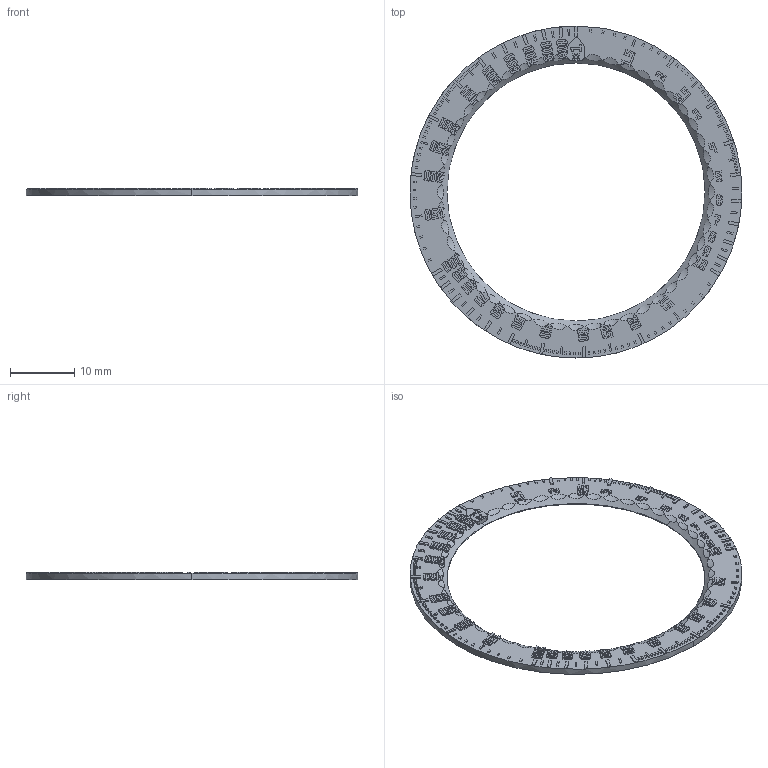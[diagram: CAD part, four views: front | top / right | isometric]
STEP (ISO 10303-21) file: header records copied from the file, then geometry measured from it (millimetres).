
FILE_DESCRIPTION(/* description */ (''),/* implementation_level */ '2;1');
FILE_NAME(/* name */ 'Inner ring.step',/* time_stamp */ '2024-10-02T16:16:15-04:00',/* author */ (''),/* organization */ (''),/* preprocessor_version */ 'ST-DEVELOPER v20',/* originating_system */ 'Autodesk Translation Framework v13.20.0.188',/* authorisation */ '');
FILE_SCHEMA (('AUTOMOTIVE_DESIGN { 1 0 10303 214 3 1 1 }'));
Products named in the file (2): Balatro Slide Rule; Inner ring
Assembly tree (1 placements, depth 2):
  Balatro Slide Rule
    Inner ring
Bounding box: 51.58 x 51.58 x 1.2 mm (x, y, z)
Volume: 790.7 mm3; surface area: 2041.4 mm2
Topology: 1 solids, 1 shells, 2252 faces, 6032 edges, 4020 vertices
Faces by surface type: plane 2143, bspline 109
Entity records: 71716 total; most frequent: CARTESIAN_POINT 15907, ORIENTED_EDGE 12064, DIRECTION 10336, EDGE_CURVE 6032, LINE 5568, VECTOR 5568, VERTEX_POINT 4020, EDGE_LOOP 2492
